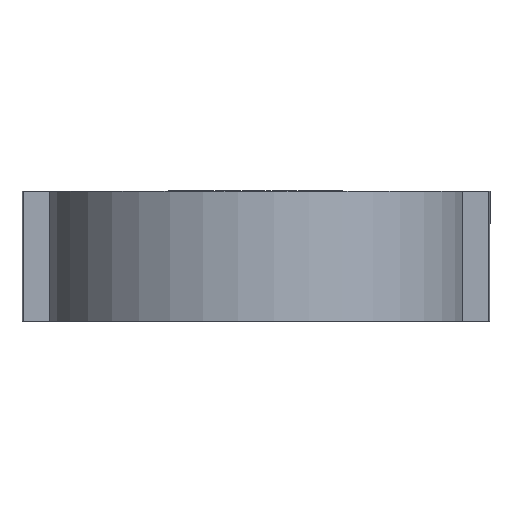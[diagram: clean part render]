
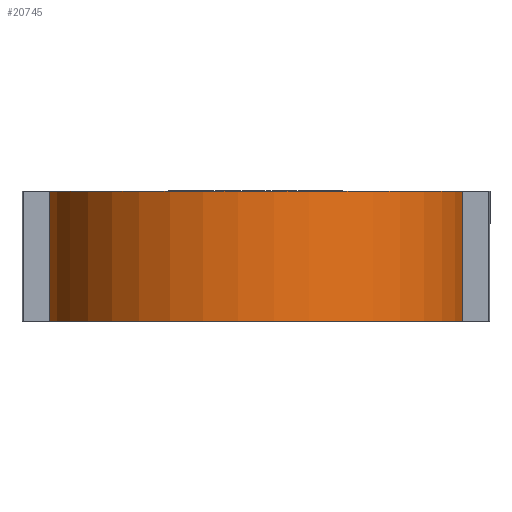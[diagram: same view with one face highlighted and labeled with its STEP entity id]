
A CAD part, front view. The second image highlights one B-rep face of the part: STEP entity #20745.
In plain terms, the highlighted cylindrical face has radius 16 mm (diameter 32 mm), a partial arc.
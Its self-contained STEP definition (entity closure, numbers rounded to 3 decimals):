
#4576=FACE_OUTER_BOUND('',#5789,.T.);
#5789=EDGE_LOOP('',(#17873,#17874,#17875,#17876));
#6526=LINE('',#80489,#6979);
#6531=LINE('',#80506,#6984);
#6979=VECTOR('',#22797,10.);
#6984=VECTOR('',#22814,10.);
#7328=CIRCLE('',#21500,16.);
#7329=CIRCLE('',#21501,16.);
#9012=VERTEX_POINT('',#80482);
#9015=VERTEX_POINT('',#80487);
#9020=VERTEX_POINT('',#80503);
#9021=VERTEX_POINT('',#80505);
#12064=EDGE_CURVE('',#9012,#9015,#6526,.T.);
#12071=EDGE_CURVE('',#9020,#9015,#7328,.T.);
#12072=EDGE_CURVE('',#9020,#9021,#6531,.T.);
#12073=EDGE_CURVE('',#9012,#9021,#7329,.T.);
#17873=ORIENTED_EDGE('',*,*,#12064,.T.);
#17874=ORIENTED_EDGE('',*,*,#12071,.F.);
#17875=ORIENTED_EDGE('',*,*,#12072,.T.);
#17876=ORIENTED_EDGE('',*,*,#12073,.F.);
#19879=CYLINDRICAL_SURFACE('',#21499,16.);
#20745=ADVANCED_FACE('',(#4576),#19879,.T.);
#21499=AXIS2_PLACEMENT_3D('',#80502,#22810,#22811);
#21500=AXIS2_PLACEMENT_3D('',#80504,#22812,#22813);
#21501=AXIS2_PLACEMENT_3D('',#80507,#22815,#22816);
#22797=DIRECTION('',(0.,0.,1.));
#22810=DIRECTION('center_axis',(0.,0.,-1.));
#22811=DIRECTION('ref_axis',(-1.,0.,0.));
#22812=DIRECTION('center_axis',(0.,0.,1.));
#22813=DIRECTION('ref_axis',(-1.,0.,0.));
#22814=DIRECTION('',(0.,0.,-1.));
#22815=DIRECTION('center_axis',(0.,0.,-1.));
#22816=DIRECTION('ref_axis',(-1.,0.,0.));
#80482=CARTESIAN_POINT('',(15.988,-0.609,0.));
#80487=CARTESIAN_POINT('',(15.988,-0.609,10.));
#80489=CARTESIAN_POINT('',(15.988,-0.609,10.));
#80502=CARTESIAN_POINT('Origin',(0.,0.,10.));
#80503=CARTESIAN_POINT('',(-15.64,-3.376,10.));
#80504=CARTESIAN_POINT('Origin',(0.,0.,10.));
#80505=CARTESIAN_POINT('',(-15.64,-3.376,0.));
#80506=CARTESIAN_POINT('',(-15.64,-3.376,10.));
#80507=CARTESIAN_POINT('Origin',(0.,0.,0.));
